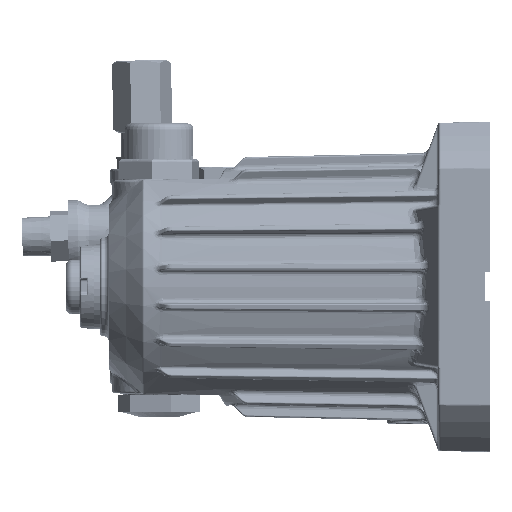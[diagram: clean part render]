
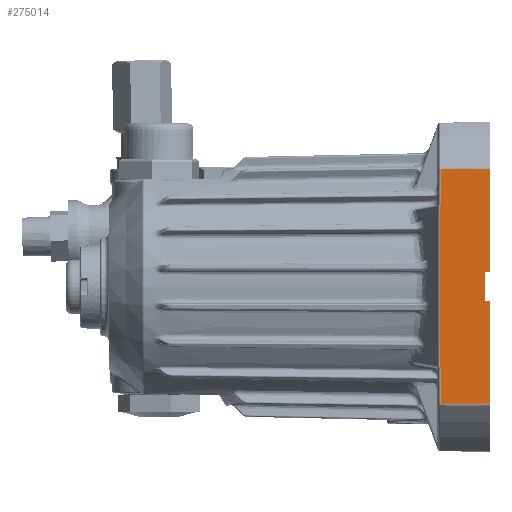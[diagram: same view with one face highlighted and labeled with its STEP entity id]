
A CAD part, top view. The second image highlights one B-rep face of the part: STEP entity #275014.
In plain terms, the highlighted planar face has unit normal (-0.018, 0, 1).
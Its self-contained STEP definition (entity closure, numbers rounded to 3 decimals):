
#2484 = VERTEX_POINT ( 'NONE', #151597 ) ;
#4302 = CARTESIAN_POINT ( 'NONE',  ( -20.175, -33.145, 66.648 ) ) ;
#6310 = LINE ( 'NONE', #312888, #194597 ) ;
#9802 = EDGE_CURVE ( 'NONE', #60299, #232516, #96288, .T. ) ;
#14138 = CARTESIAN_POINT ( 'NONE',  ( -20.245, 33.126, 66.647 ) ) ;
#14380 = ORIENTED_EDGE ( 'NONE', *, *, #141147, .T. ) ;
#14457 = ORIENTED_EDGE ( 'NONE', *, *, #191368, .T. ) ;
#26014 = DIRECTION ( 'NONE',  ( 0., -1., 0. ) ) ;
#26509 = LINE ( 'NONE', #263117, #214864 ) ;
#29673 = CARTESIAN_POINT ( 'NONE',  ( -20.313, -33., 66.645 ) ) ;
#37579 = DIRECTION ( 'NONE',  ( -0.017, 0., 1. ) ) ;
#37939 = ORIENTED_EDGE ( 'NONE', *, *, #289771, .T. ) ;
#39227 = CARTESIAN_POINT ( 'NONE',  ( -20.017, 33.173, 66.651 ) ) ;
#41865 = LINE ( 'NONE', #233329, #295487 ) ;
#43975 = DIRECTION ( 'NONE',  ( 0.985, -0.174, 0.017 ) ) ;
#47009 =( BOUNDED_CURVE ( )  B_SPLINE_CURVE ( 3, ( #259022, #87163, #14138, #185916 ),
 .UNSPECIFIED., .F., .F. ) 
 B_SPLINE_CURVE_WITH_KNOTS ( ( 4, 4 ),
 ( 4.721, 4.923 ),
 .UNSPECIFIED. ) 
 CURVE ( )  GEOMETRIC_REPRESENTATION_ITEM ( )  RATIONAL_B_SPLINE_CURVE ( ( 1., 0.997, 0.997, 1. ) ) 
 REPRESENTATION_ITEM ( '' )  );
#47152 = CARTESIAN_POINT ( 'NONE',  ( -13.345, -47.739, 66.767 ) ) ;
#52827 = ORIENTED_EDGE ( 'NONE', *, *, #75053, .T. ) ;
#60296 = CARTESIAN_POINT ( 'NONE',  ( -21.592, 32.896, 66.623 ) ) ;
#60299 = VERTEX_POINT ( 'NONE', #121777 ) ;
#60705 = LINE ( 'NONE', #60296, #314376 ) ;
#67489 = EDGE_CURVE ( 'NONE', #232516, #147563, #41865, .T. ) ;
#69323 = LINE ( 'NONE', #29673, #184587 ) ;
#71826 = CARTESIAN_POINT ( 'NONE',  ( -20.017, -47.701, 66.651 ) ) ;
#75053 = EDGE_CURVE ( 'NONE', #287492, #2484, #294592, .T. ) ;
#76230 = CARTESIAN_POINT ( 'NONE',  ( -2., 48.138, 66.965 ) ) ;
#79439 = B_SPLINE_CURVE_WITH_KNOTS ( 'NONE', 3,
 ( #299969, #226924, #301051, #153938 ),
 .UNSPECIFIED., .F., .F.,
 ( 4, 4 ),
 ( 0., 0.02 ),
 .UNSPECIFIED. ) ;
#80237 = LINE ( 'NONE', #136942, #260886 ) ;
#86228 = EDGE_CURVE ( 'NONE', #60299, #219987, #160093, .T. ) ;
#87163 = CARTESIAN_POINT ( 'NONE',  ( -20.175, 33.145, 66.648 ) ) ;
#90963 = EDGE_CURVE ( 'NONE', #204484, #156237, #185621, .T. ) ;
#94717 = VECTOR ( 'NONE', #248145, 1000. ) ;
#96288 = LINE ( 'NONE', #282450, #292338 ) ;
#96616 = CARTESIAN_POINT ( 'NONE',  ( 0., -47.815, 67. ) ) ;
#110768 = ORIENTED_EDGE ( 'NONE', *, *, #295194, .T. ) ;
#112262 = DIRECTION ( 'NONE',  ( -1., 0., -0.017 ) ) ;
#121777 = CARTESIAN_POINT ( 'NONE',  ( -2., -6., 66.965 ) ) ;
#123316 = LINE ( 'NONE', #288030, #311640 ) ;
#125029 = VERTEX_POINT ( 'NONE', #173201 ) ;
#126858 = CARTESIAN_POINT ( 'NONE',  ( -20.245, -33.126, 66.647 ) ) ;
#135243 = DIRECTION ( 'NONE',  ( 1., 0., 0.017 ) ) ;
#136942 = CARTESIAN_POINT ( 'NONE',  ( 0., 6., 67. ) ) ;
#141147 = EDGE_CURVE ( 'NONE', #194713, #147563, #154351, .T. ) ;
#147563 = VERTEX_POINT ( 'NONE', #316520 ) ;
#151597 = CARTESIAN_POINT ( 'NONE',  ( -20.104, -33.158, 66.649 ) ) ;
#152199 = DIRECTION ( 'NONE',  ( 0., -1., 0. ) ) ;
#153041 = ORIENTED_EDGE ( 'NONE', *, *, #9802, .F. ) ;
#153938 = CARTESIAN_POINT ( 'NONE',  ( -20.017, 47.701, 66.651 ) ) ;
#154351 = B_SPLINE_CURVE_WITH_KNOTS ( 'NONE', 3,
 ( #71826, #47152, #194252, #96616 ),
 .UNSPECIFIED., .F., .F.,
 ( 4, 4 ),
 ( 0., 0.02 ),
 .UNSPECIFIED. ) ;
#156237 = VERTEX_POINT ( 'NONE', #39227 ) ;
#156318 = CARTESIAN_POINT ( 'NONE',  ( -20.017, 47.701, 66.651 ) ) ;
#160093 = LINE ( 'NONE', #76230, #94717 ) ;
#165727 = DIRECTION ( 'NONE',  ( 0., -1., 0. ) ) ;
#166271 = CARTESIAN_POINT ( 'NONE',  ( -20.313, -33.1, 66.645 ) ) ;
#172875 = EDGE_LOOP ( 'NONE', ( #213227, #175181, #268414, #110768, #37939, #14457, #52827, #317622, #226222, #14380, #318603, #153041, #213155, #177760 ) ) ;
#173201 = CARTESIAN_POINT ( 'NONE',  ( -20.313, 33.1, 66.645 ) ) ;
#175181 = ORIENTED_EDGE ( 'NONE', *, *, #205644, .T. ) ;
#176172 = CARTESIAN_POINT ( 'NONE',  ( -20.104, -33.158, 66.649 ) ) ;
#177760 = ORIENTED_EDGE ( 'NONE', *, *, #204555, .F. ) ;
#179863 = CARTESIAN_POINT ( 'NONE',  ( -20.017, -47.701, 66.651 ) ) ;
#184587 = VECTOR ( 'NONE', #152199, 1000. ) ;
#184679 = CARTESIAN_POINT ( 'NONE',  ( 0., 48.138, 67. ) ) ;
#184943 = DIRECTION ( 'NONE',  ( 0., -1., 0. ) ) ;
#185621 = LINE ( 'NONE', #198904, #258728 ) ;
#185916 = CARTESIAN_POINT ( 'NONE',  ( -20.313, 33.1, 66.645 ) ) ;
#189113 = CARTESIAN_POINT ( 'NONE',  ( -2., 6., 66.965 ) ) ;
#191368 = EDGE_CURVE ( 'NONE', #125029, #287492, #69323, .T. ) ;
#194252 = CARTESIAN_POINT ( 'NONE',  ( -6.672, -47.777, 66.884 ) ) ;
#194597 = VECTOR ( 'NONE', #165727, 1000. ) ;
#194713 = VERTEX_POINT ( 'NONE', #179863 ) ;
#197151 = AXIS2_PLACEMENT_3D ( 'NONE', #184679, #37579, #209384 ) ;
#198620 = FACE_OUTER_BOUND ( 'NONE', #172875, .T. ) ;
#198904 = CARTESIAN_POINT ( 'NONE',  ( -20.017, 33., 66.651 ) ) ;
#204484 = VERTEX_POINT ( 'NONE', #156318 ) ;
#204555 = EDGE_CURVE ( 'NONE', #291509, #219987, #80237, .T. ) ;
#205644 = EDGE_CURVE ( 'NONE', #261802, #204484, #79439, .T. ) ;
#209384 = DIRECTION ( 'NONE',  ( 1., 0., 0.017 ) ) ;
#209601 = EDGE_CURVE ( 'NONE', #227922, #194713, #6310, .T. ) ;
#213155 = ORIENTED_EDGE ( 'NONE', *, *, #86228, .T. ) ;
#213227 = ORIENTED_EDGE ( 'NONE', *, *, #266123, .F. ) ;
#214864 = VECTOR ( 'NONE', #43975, 1000. ) ;
#219987 = VERTEX_POINT ( 'NONE', #189113 ) ;
#226222 = ORIENTED_EDGE ( 'NONE', *, *, #209601, .T. ) ;
#226924 = CARTESIAN_POINT ( 'NONE',  ( -6.672, 47.777, 66.884 ) ) ;
#227922 = VERTEX_POINT ( 'NONE', #237240 ) ;
#232516 = VERTEX_POINT ( 'NONE', #239340 ) ;
#233329 = CARTESIAN_POINT ( 'NONE',  ( 0., 48.138, 67. ) ) ;
#237240 = CARTESIAN_POINT ( 'NONE',  ( -20.017, -33.173, 66.651 ) ) ;
#239340 = CARTESIAN_POINT ( 'NONE',  ( 0., -6., 67. ) ) ;
#248145 = DIRECTION ( 'NONE',  ( 0., 1., 0. ) ) ;
#256858 = DIRECTION ( 'NONE',  ( -0.985, -0.174, -0.017 ) ) ;
#258728 = VECTOR ( 'NONE', #26014, 1000. ) ;
#259022 = CARTESIAN_POINT ( 'NONE',  ( -20.104, 33.158, 66.649 ) ) ;
#260886 = VECTOR ( 'NONE', #112262, 1000. ) ;
#261802 = VERTEX_POINT ( 'NONE', #264570 ) ;
#263117 = CARTESIAN_POINT ( 'NONE',  ( -21.592, -32.896, 66.623 ) ) ;
#264570 = CARTESIAN_POINT ( 'NONE',  ( 0., 47.815, 67. ) ) ;
#265349 = DIRECTION ( 'NONE',  ( 0., -1., 0. ) ) ;
#266123 = EDGE_CURVE ( 'NONE', #261802, #291509, #123316, .T. ) ;
#268414 = ORIENTED_EDGE ( 'NONE', *, *, #90963, .T. ) ;
#275014 = ADVANCED_FACE ( 'NONE', ( #198620 ), #282543, .T. ) ;
#282450 = CARTESIAN_POINT ( 'NONE',  ( 0., -6., 67. ) ) ;
#282543 = PLANE ( 'NONE',  #197151 ) ;
#287492 = VERTEX_POINT ( 'NONE', #166271 ) ;
#288030 = CARTESIAN_POINT ( 'NONE',  ( 0., 48.138, 67. ) ) ;
#289551 = CARTESIAN_POINT ( 'NONE',  ( -20.104, 33.158, 66.649 ) ) ;
#289771 = EDGE_CURVE ( 'NONE', #305898, #125029, #47009, .T. ) ;
#291509 = VERTEX_POINT ( 'NONE', #299985 ) ;
#292338 = VECTOR ( 'NONE', #135243, 1000. ) ;
#294592 =( BOUNDED_CURVE ( )  B_SPLINE_CURVE ( 3, ( #298629, #126858, #4302, #176172 ),
 .UNSPECIFIED., .F., .F. ) 
 B_SPLINE_CURVE_WITH_KNOTS ( ( 4, 4 ),
 ( 1.36, 1.562 ),
 .UNSPECIFIED. ) 
 CURVE ( )  GEOMETRIC_REPRESENTATION_ITEM ( )  RATIONAL_B_SPLINE_CURVE ( ( 1., 0.997, 0.997, 1. ) ) 
 REPRESENTATION_ITEM ( '' )  );
#295194 = EDGE_CURVE ( 'NONE', #156237, #305898, #60705, .T. ) ;
#295487 = VECTOR ( 'NONE', #184943, 1000. ) ;
#298629 = CARTESIAN_POINT ( 'NONE',  ( -20.313, -33.1, 66.645 ) ) ;
#299969 = CARTESIAN_POINT ( 'NONE',  ( 0., 47.815, 67. ) ) ;
#299985 = CARTESIAN_POINT ( 'NONE',  ( 0., 6., 67. ) ) ;
#301051 = CARTESIAN_POINT ( 'NONE',  ( -13.345, 47.739, 66.767 ) ) ;
#305898 = VERTEX_POINT ( 'NONE', #289551 ) ;
#311640 = VECTOR ( 'NONE', #265349, 1000. ) ;
#312327 = EDGE_CURVE ( 'NONE', #2484, #227922, #26509, .T. ) ;
#312888 = CARTESIAN_POINT ( 'NONE',  ( -20.017, -48.02, 66.651 ) ) ;
#314376 = VECTOR ( 'NONE', #256858, 1000. ) ;
#316520 = CARTESIAN_POINT ( 'NONE',  ( 0., -47.815, 67. ) ) ;
#317622 = ORIENTED_EDGE ( 'NONE', *, *, #312327, .T. ) ;
#318603 = ORIENTED_EDGE ( 'NONE', *, *, #67489, .F. ) ;
